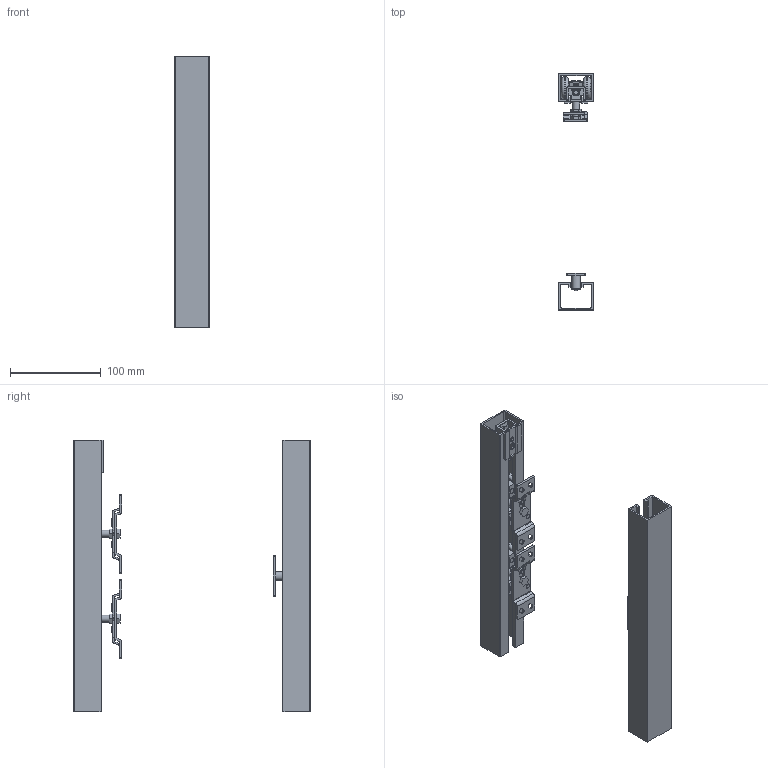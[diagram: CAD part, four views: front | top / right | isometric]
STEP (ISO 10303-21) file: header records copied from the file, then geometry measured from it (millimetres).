
FILE_DESCRIPTION(/* description */ (''),/* implementation_level */ '2;1');
FILE_NAME(/* name */ 'DR_ROL-38.stp',/* time_stamp */ '2023-05-12T10:15:19+09:00',/* author */ ('user'),/* organization */ (''),/* preprocessor_version */ 'ST-DEVELOPER v15.6',/* originating_system */ 'Autodesk Inventor 2015',/* authorisation */ '');
FILE_SCHEMA (('AUTOMOTIVE_DESIGN { 1 0 10303 214 3 1 1 }'));
Length unit declared in the file: millimetre
Products named in the file (6): DR_ROL-38-RAIL; DR_ROL-38-CASTER; DR_ROL-38-BR; DR_ROL-38-STROPPER; DR_ROL-38-GUIDE; DR_ROL-38
Bounding box: 38 x 261 x 300 mm (x, y, z)
Volume: 228869 mm3; surface area: 202456.2 mm2
Topology: 24 solids, 24 shells, 732 faces, 1849 edges, 1217 vertices
Faces by surface type: plane 412, cylinder 261, torus 35, cone 18, sphere 3, bspline 3
Full cylindrical faces by diameter (mm): 4 x11, 4.134 x1, 5 x8, 5.5 x2, 6 x8, 6.647 x2, 7.5 x3, 7.7 x1, 8 x2, 8.5 x4, 9 x10, 9.8 x1, 11.5 x4, 12 x6, 14 x1, 25 x8
Entity records: 13274 total; most frequent: CARTESIAN_POINT 2333, DIRECTION 2299, ORIENTED_EDGE 2100, EDGE_CURVE 1050, AXIS2_PLACEMENT_3D 806, VERTEX_POINT 730, LINE 687, VECTOR 687
